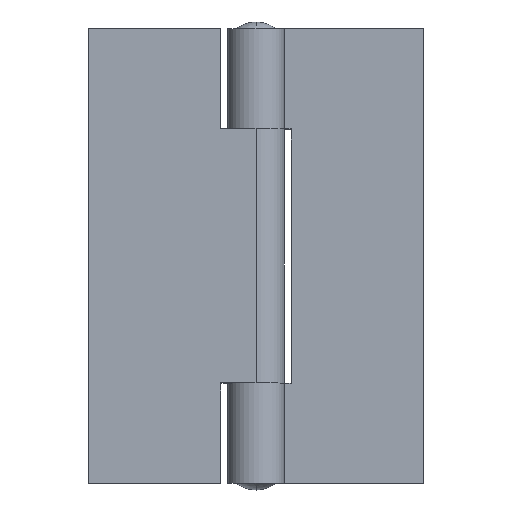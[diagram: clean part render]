
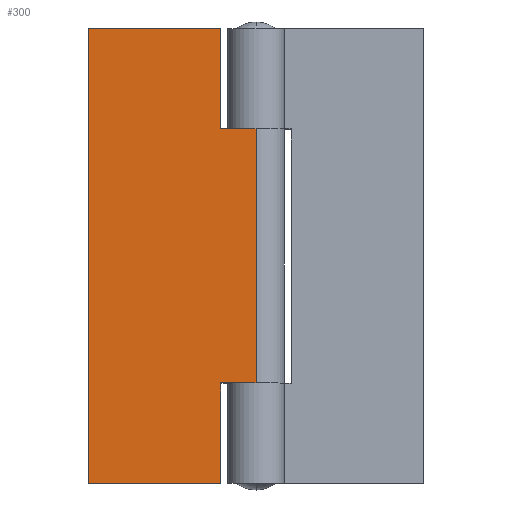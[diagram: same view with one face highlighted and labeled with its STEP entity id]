
A CAD part, top view. The second image highlights one B-rep face of the part: STEP entity #300.
In plain terms, the highlighted face is planar.
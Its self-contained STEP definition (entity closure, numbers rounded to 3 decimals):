
#125 = EDGE_CURVE ( 'NONE', #191, #132, #530, .T. ) ;
#132 = VERTEX_POINT ( 'NONE', #515 ) ;
#191 = VERTEX_POINT ( 'NONE', #612 ) ;
#196 = VERTEX_POINT ( 'NONE', #662 ) ;
#198 = EDGE_CURVE ( 'NONE', #196, #245, #661, .T. ) ;
#210 = ORIENTED_EDGE ( 'NONE', *, *, #198, .F. ) ;
#211 = ORIENTED_EDGE ( 'NONE', *, *, #267, .T. ) ;
#212 = ORIENTED_EDGE ( 'NONE', *, *, #259, .T. ) ;
#245 = VERTEX_POINT ( 'NONE', #719 ) ;
#257 = VERTEX_POINT ( 'NONE', #766 ) ;
#259 = EDGE_CURVE ( 'NONE', #260, #257, #765, .T. ) ;
#260 = VERTEX_POINT ( 'NONE', #761 ) ;
#267 = EDGE_CURVE ( 'NONE', #196, #260, #750, .T. ) ;
#300 = ADVANCED_FACE ( 'NONE', ( #830 ), #829, .F. ) ;
#301 = EDGE_LOOP ( 'NONE', ( #302, #305, #307, #308, #311, #210, #211, #212 ) ) ;
#302 = ORIENTED_EDGE ( 'NONE', *, *, #303, .T. ) ;
#303 = EDGE_CURVE ( 'NONE', #257, #304, #824, .T. ) ;
#304 = VERTEX_POINT ( 'NONE', #820 ) ;
#305 = ORIENTED_EDGE ( 'NONE', *, *, #306, .T. ) ;
#306 = EDGE_CURVE ( 'NONE', #304, #132, #819, .T. ) ;
#307 = ORIENTED_EDGE ( 'NONE', *, *, #125, .F. ) ;
#308 = ORIENTED_EDGE ( 'NONE', *, *, #309, .T. ) ;
#309 = EDGE_CURVE ( 'NONE', #191, #310, #815, .T. ) ;
#310 = VERTEX_POINT ( 'NONE', #811 ) ;
#311 = ORIENTED_EDGE ( 'NONE', *, *, #312, .T. ) ;
#312 = EDGE_CURVE ( 'NONE', #310, #245, #810, .T. ) ;
#515 = CARTESIAN_POINT ( 'NONE',  ( 0., -19., -4.25 ) ) ;
#527 = DIRECTION ( 'NONE',  ( 0., -1., 0. ) ) ;
#528 = VECTOR ( 'NONE', #527, 1000. ) ;
#529 = CARTESIAN_POINT ( 'NONE',  ( 0., 34., -4.25 ) ) ;
#530 = LINE ( 'NONE', #529, #528 ) ;
#612 = CARTESIAN_POINT ( 'NONE',  ( 0., 19., -4.25 ) ) ;
#658 = DIRECTION ( 'NONE',  ( -1., 0., 0. ) ) ;
#659 = VECTOR ( 'NONE', #658, 1000. ) ;
#660 = CARTESIAN_POINT ( 'NONE',  ( 0., 34., -4.25 ) ) ;
#661 = LINE ( 'NONE', #660, #659 ) ;
#662 = CARTESIAN_POINT ( 'NONE',  ( 25., 34., -4.25 ) ) ;
#719 = CARTESIAN_POINT ( 'NONE',  ( 5.25, 34., -4.25 ) ) ;
#747 = DIRECTION ( 'NONE',  ( 0., -1., 0. ) ) ;
#748 = VECTOR ( 'NONE', #747, 1000. ) ;
#749 = CARTESIAN_POINT ( 'NONE',  ( 25., 34., -4.25 ) ) ;
#750 = LINE ( 'NONE', #749, #748 ) ;
#761 = CARTESIAN_POINT ( 'NONE',  ( 25., -34., -4.25 ) ) ;
#762 = DIRECTION ( 'NONE',  ( -1., 0., 0. ) ) ;
#763 = VECTOR ( 'NONE', #762, 1000. ) ;
#764 = CARTESIAN_POINT ( 'NONE',  ( 0., -34., -4.25 ) ) ;
#765 = LINE ( 'NONE', #764, #763 ) ;
#766 = CARTESIAN_POINT ( 'NONE',  ( 5.25, -34., -4.25 ) ) ;
#807 = DIRECTION ( 'NONE',  ( 0., 1., 0. ) ) ;
#808 = VECTOR ( 'NONE', #807, 1000. ) ;
#809 = CARTESIAN_POINT ( 'NONE',  ( 5.25, 34., -4.25 ) ) ;
#810 = LINE ( 'NONE', #809, #808 ) ;
#811 = CARTESIAN_POINT ( 'NONE',  ( 5.25, 19., -4.25 ) ) ;
#812 = DIRECTION ( 'NONE',  ( 1., 0., 0. ) ) ;
#813 = VECTOR ( 'NONE', #812, 1000. ) ;
#814 = CARTESIAN_POINT ( 'NONE',  ( -4.25, 19., -4.25 ) ) ;
#815 = LINE ( 'NONE', #814, #813 ) ;
#816 = DIRECTION ( 'NONE',  ( -1., 0., 0. ) ) ;
#817 = VECTOR ( 'NONE', #816, 1000. ) ;
#818 = CARTESIAN_POINT ( 'NONE',  ( -4.25, -19., -4.25 ) ) ;
#819 = LINE ( 'NONE', #818, #817 ) ;
#820 = CARTESIAN_POINT ( 'NONE',  ( 5.25, -19., -4.25 ) ) ;
#821 = DIRECTION ( 'NONE',  ( 0., 1., 0. ) ) ;
#822 = VECTOR ( 'NONE', #821, 1000. ) ;
#823 = CARTESIAN_POINT ( 'NONE',  ( 5.25, -34., -4.25 ) ) ;
#824 = LINE ( 'NONE', #823, #822 ) ;
#825 = DIRECTION ( 'NONE',  ( 1., 0., 0. ) ) ;
#826 = DIRECTION ( 'NONE',  ( 0., 0., 1. ) ) ;
#827 = CARTESIAN_POINT ( 'NONE',  ( 0., 34., -4.25 ) ) ;
#828 = AXIS2_PLACEMENT_3D ( 'NONE', #827, #826, #825 ) ;
#829 = PLANE ( 'NONE',  #828 ) ;
#830 = FACE_OUTER_BOUND ( 'NONE', #301, .T. ) ;
